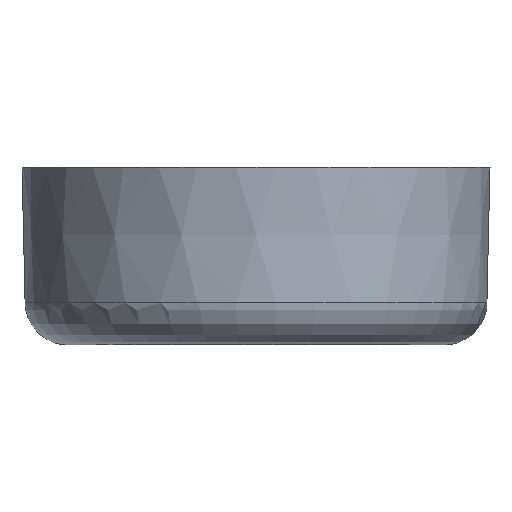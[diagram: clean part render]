
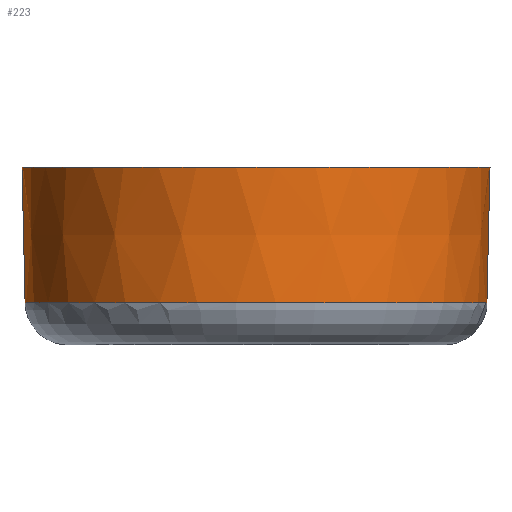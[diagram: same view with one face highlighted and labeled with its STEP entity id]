
A CAD part, front view. The second image highlights one B-rep face of the part: STEP entity #223.
In plain terms, the highlighted conical face has half-angle 1.3 degrees and reference radius 69 mm.
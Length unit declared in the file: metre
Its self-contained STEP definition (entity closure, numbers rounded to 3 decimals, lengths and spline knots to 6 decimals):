
#223 = ADVANCED_FACE( '', ( #485 ), #486, .T. );
#485 = FACE_OUTER_BOUND( '', #785, .T. );
#486 = CONICAL_SURFACE( '', #786, 0.069, 0.023 );
#785 = EDGE_LOOP( '', ( #1375, #1376, #1377, #1378 ) );
#786 = AXIS2_PLACEMENT_3D( '', #1379, #1380, #1381 );
#1375 = ORIENTED_EDGE( '', *, *, #2030, .T. );
#1376 = ORIENTED_EDGE( '', *, *, #2031, .F. );
#1377 = ORIENTED_EDGE( '', *, *, #2032, .F. );
#1378 = ORIENTED_EDGE( '', *, *, #2033, .F. );
#1379 = CARTESIAN_POINT( '', ( 0.15113, 0.350614, -0.100965 ) );
#1380 = DIRECTION( '', ( 0., 0., 1. ) );
#1381 = DIRECTION( '', ( 1., 0., 0. ) );
#2030 = EDGE_CURVE( '', #2552, #2553, #2554, .T. );
#2031 = EDGE_CURVE( '', #2555, #2553, #2556, .T. );
#2032 = EDGE_CURVE( '', #2336, #2555, #2557, .T. );
#2033 = EDGE_CURVE( '', #2552, #2336, #2558, .T. );
#2336 = VERTEX_POINT( '', #3208 );
#2552 = VERTEX_POINT( '', #3679 );
#2553 = VERTEX_POINT( '', #3680 );
#2554 = CIRCLE( '', #3681, 0.069 );
#2555 = VERTEX_POINT( '', #3682 );
#2556 = LINE( '', #3683, #3684 );
#2557 = CIRCLE( '', #3685, 0.068093 );
#2558 = LINE( '', #3686, #3687 );
#3208 = CARTESIAN_POINT( '', ( 0.2191, 0.3547, -0.140941 ) );
#3679 = CARTESIAN_POINT( '', ( 0.220006, 0.354754, -0.100965 ) );
#3680 = CARTESIAN_POINT( '', ( 0.082254, 0.354754, -0.100965 ) );
#3681 = AXIS2_PLACEMENT_3D( '', #4181, #4182, #4183 );
#3682 = CARTESIAN_POINT( '', ( 0.08316, 0.3547, -0.140941 ) );
#3683 = CARTESIAN_POINT( '', ( 0.082254, 0.354754, -0.100965 ) );
#3684 = VECTOR( '', #4184, 1. );
#3685 = AXIS2_PLACEMENT_3D( '', #4185, #4186, #4187 );
#3686 = CARTESIAN_POINT( '', ( 0.220006, 0.354754, -0.100965 ) );
#3687 = VECTOR( '', #4188, 1. );
#4181 = CARTESIAN_POINT( '', ( 0.15113, 0.350614, -0.100965 ) );
#4182 = DIRECTION( '', ( 0., 0., -1. ) );
#4183 = DIRECTION( '', ( 1., 0., 0. ) );
#4184 = DIRECTION( '', ( -0.023, 0.001, 1. ) );
#4185 = CARTESIAN_POINT( '', ( 0.15113, 0.350614, -0.140941 ) );
#4186 = DIRECTION( '', ( 0., 0., -1. ) );
#4187 = DIRECTION( '', ( -1., 0., 0. ) );
#4188 = DIRECTION( '', ( -0.023, -0.001, -1. ) );
